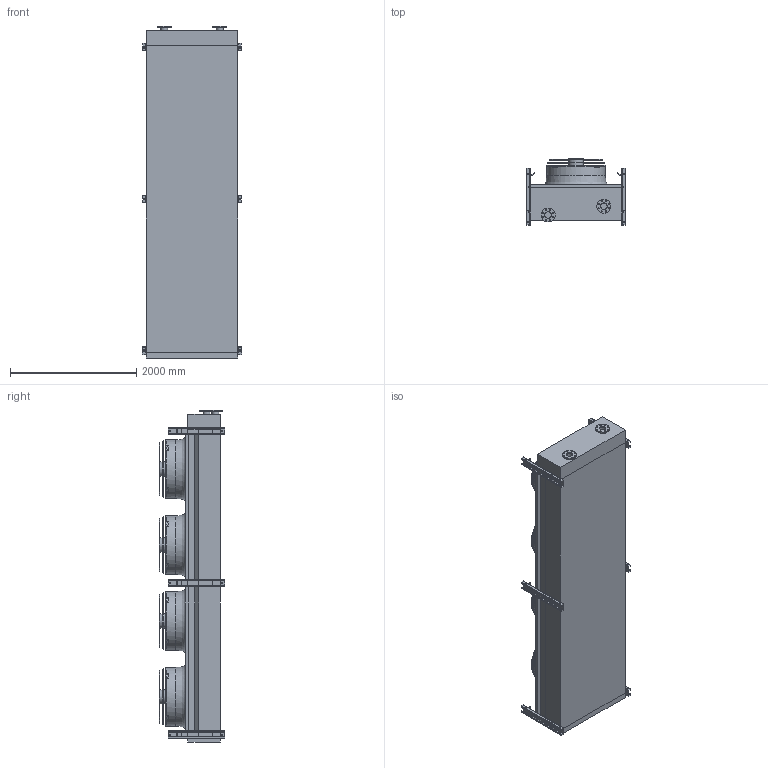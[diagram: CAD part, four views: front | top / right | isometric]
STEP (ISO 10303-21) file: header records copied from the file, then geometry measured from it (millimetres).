
FILE_DESCRIPTION (( 'STEP AP203' ), '1' );
FILE_NAME ('BOC_04M_V_SS.STEP', '2017-03-30T07:21:47', ( 'Alfa Laval' ), ( 'Alfa Laval' ), 'SwSTEP 2.0', 'SolidWorks 2016', '' );
FILE_SCHEMA (( 'CONFIG_CONTROL_DESIGN' ));
Length unit declared in the file: millimetre
Products named in the file (4): BOFE_HV_LIGHT_BOC4M; BO_HV_LIGHT_BOCF_36T_M_4M_SS; BOFA_LIGHT_�910 IEC; BOC_04M_V_SS
Assembly tree (6 placements, depth 2):
  BOC_04M_V_SS
    BO_HV_LIGHT_BOCF_36T_M_4M_SS
    BOFE_HV_LIGHT_BOC4M
    BOFA_LIGHT_�910 IEC  x4
Bounding box: 1566 x 1040 x 5250 mm (x, y, z)
Volume: 4948511599.3 mm3; surface area: 38621811.9 mm2
Topology: 85 solids, 89 shells, 1202 faces, 2952 edges, 1956 vertices
Faces by surface type: plane 558, cylinder 404, torus 212, cone 24, bspline 4
Full cylindrical faces by diameter (mm): 14 x36, 18 x16, 20 x12, 28 x18, 103 x2, 108 x2, 220 x2, 228 x4, 236 x4, 262.56 x4, 276 x4, 308 x4, 328 x4, 406.8 x4, 426.8 x4, 505.6 x4, 525.6 x4, 604.4 x4, 624.4 x4, 703.2 x4, 723.2 x4, 802 x4, 926 x4
Entity records: 23393 total; most frequent: CARTESIAN_POINT 6488, DIRECTION 3477, ORIENTED_EDGE 3138, EDGE_CURVE 1569, AXIS2_PLACEMENT_3D 1298, VERTEX_POINT 1101, EDGE_LOOP 1002, LINE 881
